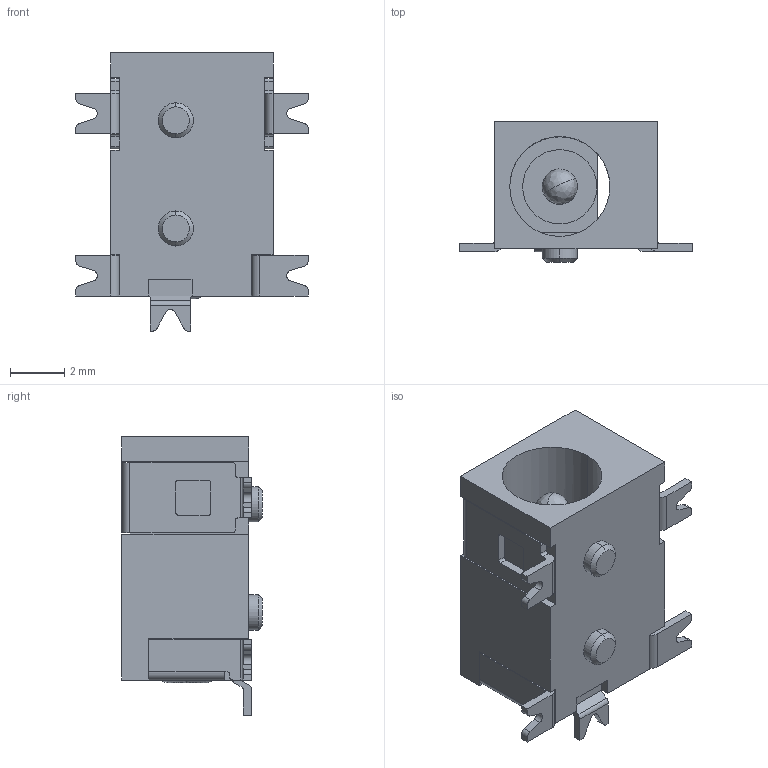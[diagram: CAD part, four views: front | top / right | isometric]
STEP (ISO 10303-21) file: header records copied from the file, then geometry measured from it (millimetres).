
FILE_DESCRIPTION (( 'STEP AP214' ), '1' );
FILE_NAME ('CUI PJ-075DH-SMT.STEP', '2016-02-27T19:26:55', ( '' ), ( '' ), 'SwSTEP 2.0', 'SolidWorks 2015', '' );
FILE_SCHEMA (( 'AUTOMOTIVE_DESIGN' ));
Length unit declared in the file: millimetre
Products named in the file (6): CUI PJ-075DH-SMT; pj-075dh-smt_02; pj-075dh-smt_01; pj-075dh-smt; pj-075dh-smt_03; pj-075dh-smt_04
Assembly tree (5 placements, depth 3):
  CUI PJ-075DH-SMT
    pj-075dh-smt
      pj-075dh-smt_01
      pj-075dh-smt_02
      pj-075dh-smt_03
      pj-075dh-smt_04
Bounding box: 8.6 x 5.2 x 10.3 mm (x, y, z)
Volume: 174.9 mm3; surface area: 514.6 mm2
Topology: 4 solids, 4 shells, 199 faces, 556 edges, 367 vertices
Faces by surface type: plane 128, cylinder 63, bspline 4, cone 4
Entity records: 7266 total; most frequent: CARTESIAN_POINT 1195, ORIENTED_EDGE 1108, DIRECTION 1102, EDGE_CURVE 554, VECTOR 410, LINE 410, VERTEX_POINT 367, AXIS2_PLACEMENT_3D 346
